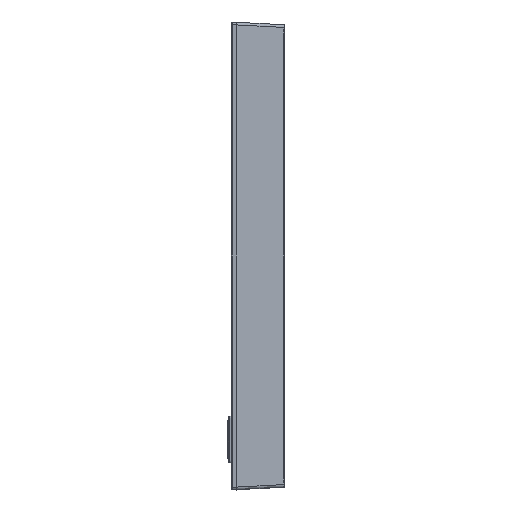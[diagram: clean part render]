
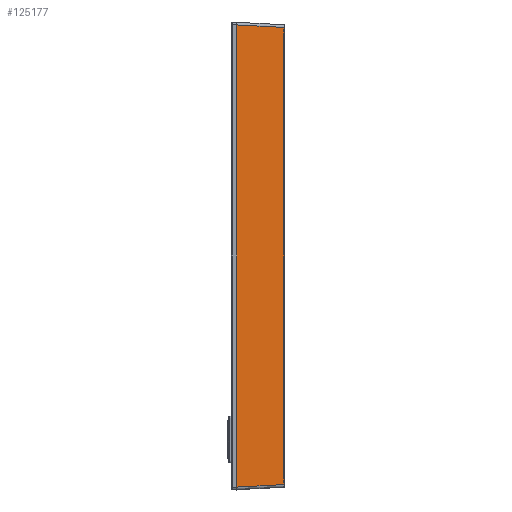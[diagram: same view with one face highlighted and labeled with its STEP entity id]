
A CAD part, left-side view. The second image highlights one B-rep face of the part: STEP entity #125177.
In plain terms, the highlighted planar face has unit normal (-0.999, -0.052, 0).
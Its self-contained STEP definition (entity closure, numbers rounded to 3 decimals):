
#40653=DIRECTION('',(0.,0.,1.));
#40654=VECTOR('',#40653,86.901);
#40655=CARTESIAN_POINT('',(-43.95,9.,-43.451));
#40656=LINE('113594',#40655,#40654);
#40794=CARTESIAN_POINT('',(-43.478,0.,42.979));
#40841=CARTESIAN_POINT('',(-43.478,0.,-42.979));
#40916=DIRECTION('',(0.052,-0.997,-0.052));
#40917=VECTOR('',#40916,9.025);
#40918=CARTESIAN_POINT('',(-43.95,9.,43.451));
#40919=LINE('113577',#40918,#40917);
#40923=DIRECTION('',(0.,0.,1.));
#40924=VECTOR('',#40923,85.958);
#40925=CARTESIAN_POINT('',(-43.478,0.,-42.979));
#40926=LINE('113590',#40925,#40924);
#40930=DIRECTION('',(0.052,-0.997,0.052));
#40931=VECTOR('',#40930,9.025);
#40932=CARTESIAN_POINT('',(-43.95,9.,-43.451));
#40933=LINE('113585',#40932,#40931);
#73013=VERTEX_POINT('',#40794);
#73017=CARTESIAN_POINT('',(-43.95,9.,43.451));
#73018=VERTEX_POINT('',#73017);
#73032=VERTEX_POINT('',#40841);
#73033=CARTESIAN_POINT('',(-43.95,9.,-43.451));
#73034=VERTEX_POINT('',#73033);
#125166=CARTESIAN_POINT('',(-43.95,9.,-43.95));
#125167=DIRECTION('',(0.999,0.052,0.));
#125168=DIRECTION('',(0.,0.,1.));
#125169=AXIS2_PLACEMENT_3D('',#125166,#125167,#125168);
#125170=PLANE('110377',#125169);
#125171=ORIENTED_EDGE('113577',*,*,#125005,.T.);
#125172=ORIENTED_EDGE('113590',*,*,#125036,.F.);
#125173=ORIENTED_EDGE('113585',*,*,#125154,.F.);
#125174=ORIENTED_EDGE('113594',*,*,#124954,.T.);
#125175=EDGE_LOOP('110377',(#125171,#125172,#125173,#125174));
#125176=FACE_OUTER_BOUND('110377',#125175,.F.);
#125177=ADVANCED_FACE('110377',(#125176),#125170,.F.);
#124954=EDGE_CURVE('113594',#73034,#73018,#40656,.T.);
#125005=EDGE_CURVE('113577',#73018,#73013,#40919,.T.);
#125036=EDGE_CURVE('113590',#73032,#73013,#40926,.T.);
#125154=EDGE_CURVE('113585',#73034,#73032,#40933,.T.);
